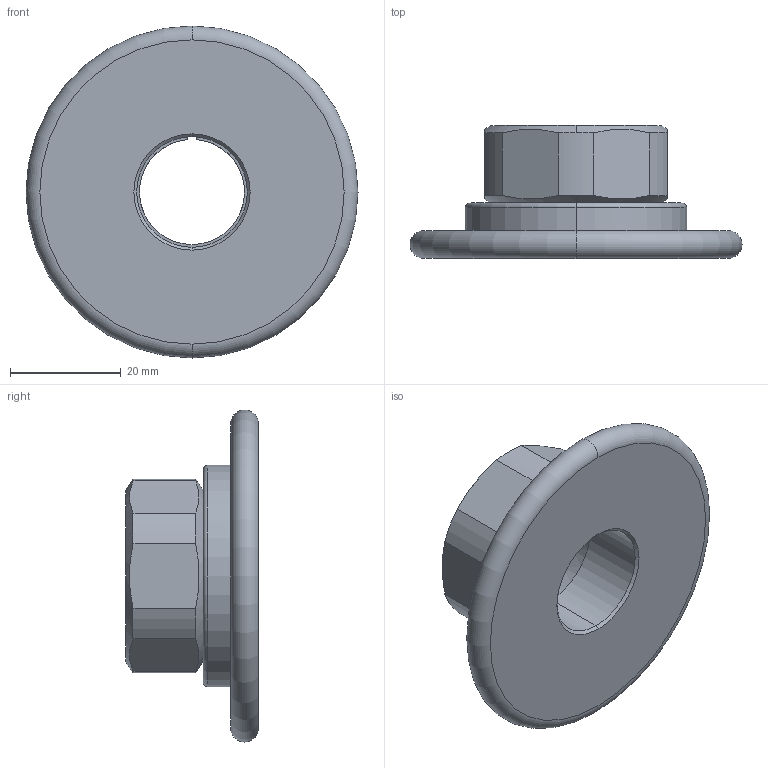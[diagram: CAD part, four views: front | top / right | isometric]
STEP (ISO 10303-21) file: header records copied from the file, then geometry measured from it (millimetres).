
FILE_DESCRIPTION (( 'STEP AP203' ), '1' );
FILE_NAME ('RollerKit-D60-d20-M27.STEP', '2020-09-02T08:57:28', ( '' ), ( '' ), 'SwSTEP 2.0', 'SolidWorks 2019', '' );
FILE_SCHEMA (( 'CONFIG_CONTROL_DESIGN' ));
Length unit declared in the file: millimetre
Products named in the file (4): RUrg-d19-A10-T10; RNut-D35-M27-T14; RollerKit-UPE-D60-d20-M27; RollerKit-D60-d20-M27
Assembly tree (3 placements, depth 2):
  RollerKit-D60-d20-M27
    RollerKit-UPE-D60-d20-M27
    RUrg-d19-A10-T10
    RNut-D35-M27-T14
Bounding box: 60 x 24 x 60 mm (x, y, z)
Volume: 25841.4 mm3; surface area: 13015.7 mm2
Topology: 3 solids, 3 shells, 61 faces, 136 edges, 86 vertices
Faces by surface type: cylinder 23, plane 19, cone 15, torus 4
Entity records: 2216 total; most frequent: CARTESIAN_POINT 405, DIRECTION 328, ORIENTED_EDGE 272, AXIS2_PLACEMENT_3D 141, EDGE_CURVE 136, VERTEX_POINT 86, CIRCLE 74, EDGE_LOOP 70
